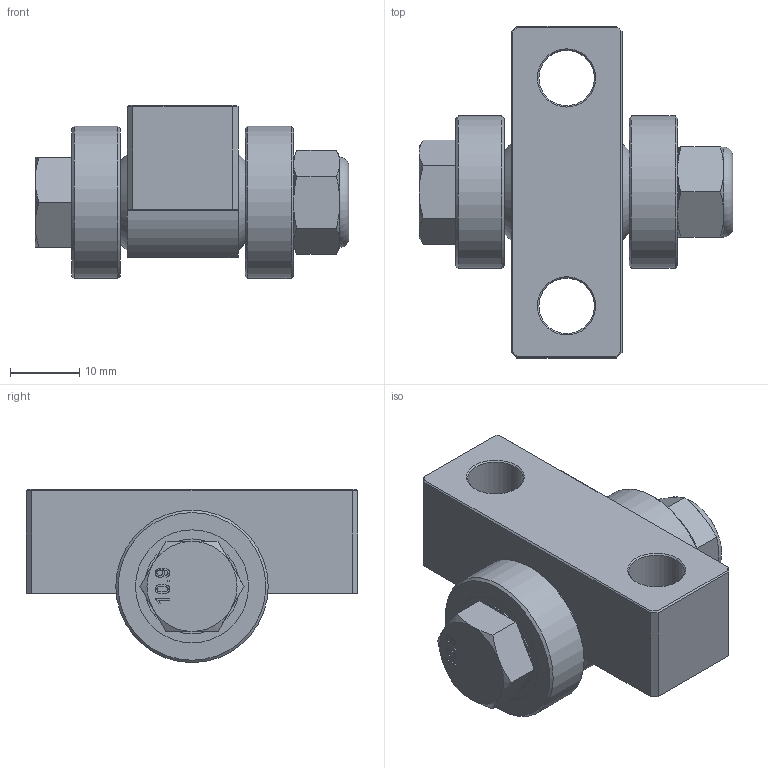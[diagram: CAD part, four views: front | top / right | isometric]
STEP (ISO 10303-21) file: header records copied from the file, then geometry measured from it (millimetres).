
FILE_DESCRIPTION(/* description */ (''),/* implementation_level */ '2;1');
FILE_NAME(/* name */ 'SUPPORT_ROULEMENT v4.step',/* time_stamp */ '2020-11-18T16:16:33+01:00',/* author */ (''),/* organization */ (''),/* preprocessor_version */ 'ST-DEVELOPER v18.1',/* originating_system */ 'Autodesk Translation Framework v9.3.0.1241',/* authorisation */ '');
FILE_SCHEMA (('AUTOMOTIVE_DESIGN { 1 0 10303 214 3 1 1 }'));
Length unit declared in the file: millimetre
Products named in the file (4): SUPPORT_ROULEMENT; 5972K501; 91310A542; 94645A210
Assembly tree (4 placements, depth 2):
  SUPPORT_ROULEMENT
    5972K501  x2
    91310A542
    94645A210
Bounding box: 45.3 x 47.89 x 25 mm (x, y, z)
Volume: 18523.5 mm3; surface area: 13439 mm2
Topology: 36 solids, 36 shells, 249 faces, 600 edges, 386 vertices
Faces by surface type: plane 78, cylinder 76, cone 35, bspline 29, sphere 24, torus 7
Full cylindrical faces by diameter (mm): 6.106 x1, 6.376 x21, 8 x26, 8.219 x1, 13.681 x8, 16.319 x8, 22 x2
Entity records: 12636 total; most frequent: CARTESIAN_POINT 8032, ORIENTED_EDGE 996, DIRECTION 793, EDGE_CURVE 498, VERTEX_POINT 336, AXIS2_PLACEMENT_3D 294, EDGE_LOOP 242, FACE_OUTER_BOUND 213
